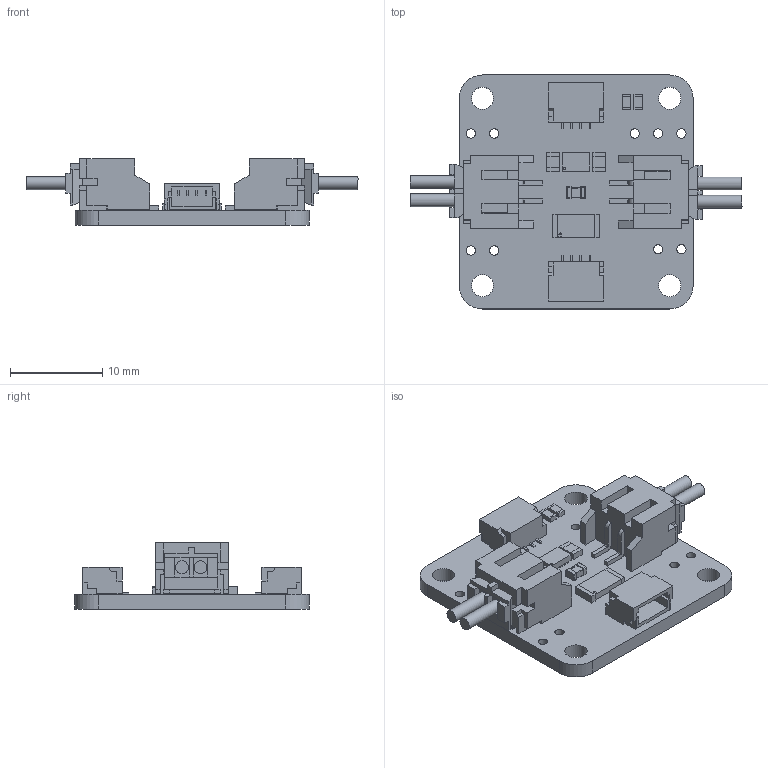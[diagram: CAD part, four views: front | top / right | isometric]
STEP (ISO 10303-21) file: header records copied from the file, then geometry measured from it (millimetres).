
FILE_DESCRIPTION(('Open CASCADE Model'),'2;1');
FILE_NAME('Open CASCADE Shape Model','2024-06-07T16:00:03',('Author'),( 'Open CASCADE'),'Open CASCADE STEP processor 6.8','Open CASCADE 6.8' ,'Unknown');
FILE_SCHEMA(('AUTOMOTIVE_DESIGN { 1 0 10303 214 1 1 1 1 }'));
Length unit declared in the file: millimetre
Products named in the file (36): PCB; Board; Open CASCADE STEP translator 6.8 2.1.1; R3; 7268070816; Extruded; 7268070976; R2; R1; Res_Vishay_Dale_WSL2010R1500FEA18_eec; 1; 2; Vishay_logo; J5; JST_SM04B-SRSS-TB; J1; S2B-PH-SM4-TB; PHR-2-for-Battery-Adafruit; J4; J6; IC1; 5754015072; Body; ThermalPin; PinsArrayLR; C3; Cap_KEMET_C0805C472J3HAC_eec; C1; 6480623136; 6480632496; C2
Assembly tree (46 placements, depth 4):
  PCB
    Board
      Open CASCADE STEP translator 6.8 2.1.1
    R3
      7268070816  x2
        Extruded
      7268070976
        Extruded
    R2
      7268070816  x2
        Extruded
      7268070976
        Extruded
    R1
      Res_Vishay_Dale_WSL2010R1500FEA18_eec
        1
        2
        Vishay_logo
    J5
      JST_SM04B-SRSS-TB
    J1
      S2B-PH-SM4-TB
      PHR-2-for-Battery-Adafruit
    J4
      S2B-PH-SM4-TB
      PHR-2-for-Battery-Adafruit
    J6
      JST_SM04B-SRSS-TB
    IC1
      5754015072
        Body
        ThermalPin
        PinsArrayLR
    C3
      Cap_KEMET_C0805C472J3HAC_eec
      Cap_KEMET_C0805C472J3HAC_eec
      Cap_KEMET_C0805C472J3HAC_eec
    C1
      6480623136  x2
        Extruded
      6480632496
        Extruded
    C2
      6480623136  x2
        Extruded
      6480632496
        Extruded
Bounding box: 36.04 x 25.4 x 7.22 mm (x, y, z)
Volume: 1692.1 mm3; surface area: 3178.3 mm2
Topology: 48 solids, 48 shells, 936 faces, 3085 edges, 2938 vertices
Faces by surface type: plane 709, bspline 137, cylinder 74, sphere 16
Full cylindrical faces by diameter (mm): 0.25 x1, 1 x9, 1.4 x4, 2.4 x4
Entity records: 27144 total; most frequent: CARTESIAN_POINT 8171, ORIENTED_EDGE 3282, DIRECTION 2520, EDGE_CURVE 1641, LINE 1130, VECTOR 1130, VERTEX_POINT 1072, B_SPLINE_CURVE_WITH_KNOTS 1069
